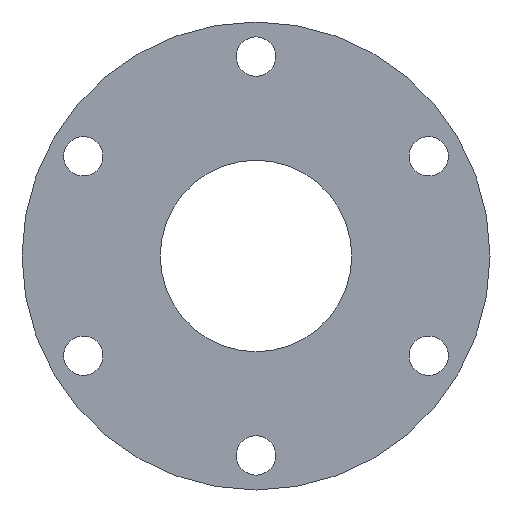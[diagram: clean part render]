
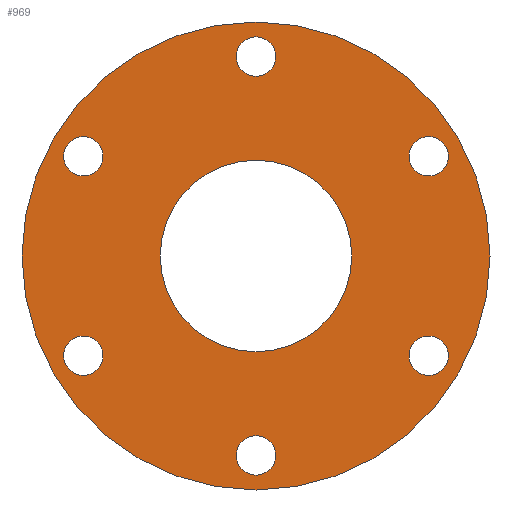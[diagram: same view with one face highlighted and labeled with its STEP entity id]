
A CAD part, front view. The second image highlights one B-rep face of the part: STEP entity #969.
In plain terms, the highlighted planar face has unit normal (0, -1, 0).
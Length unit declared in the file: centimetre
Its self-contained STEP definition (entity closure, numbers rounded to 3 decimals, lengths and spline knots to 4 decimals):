
#81=CARTESIAN_POINT('',(-18.,-15.5,0.0));
#82=VERTEX_POINT('',#81);
#91=CARTESIAN_POINT('',(18.,-15.5,0.));
#92=VERTEX_POINT('',#91);
#93=CARTESIAN_POINT('',(0.,-15.5,0.0));
#94=DIRECTION('',(0.0,1.0,0.0));
#95=DIRECTION('',(-1.0,0.0,0.0));
#96=AXIS2_PLACEMENT_3D('',#93,#94,#95);
#97=CIRCLE('',#96,18.);
#98=EDGE_CURVE('',#92,#82,#97,.T.);
#207=CARTESIAN_POINT('',(-44.0,-15.5,0.0));
#208=VERTEX_POINT('',#207);
#217=CARTESIAN_POINT('',(44.,-15.5,0.));
#218=VERTEX_POINT('',#217);
#219=CARTESIAN_POINT('',(0.,-15.5,0.0));
#220=DIRECTION('',(0.0,1.0,0.0));
#221=DIRECTION('',(-1.0,0.0,0.0));
#222=AXIS2_PLACEMENT_3D('',#219,#220,#221);
#223=CIRCLE('',#222,44.);
#224=EDGE_CURVE('',#208,#218,#223,.T.);
#251=CARTESIAN_POINT('',(3.7,-15.5,37.5));
#252=VERTEX_POINT('',#251);
#268=CARTESIAN_POINT('',(-3.7,-15.5,37.5));
#269=VERTEX_POINT('',#268);
#276=CARTESIAN_POINT('',(0.,-15.5,37.5));
#277=DIRECTION('',(0.0,1.0,0.0));
#278=DIRECTION('',(1.0,0.0,0.0));
#279=AXIS2_PLACEMENT_3D('',#276,#277,#278);
#280=CIRCLE('',#279,3.7);
#281=EDGE_CURVE('',#252,#269,#280,.T.);
#293=CARTESIAN_POINT('',(-30.626,-15.5,21.9543));
#294=VERTEX_POINT('',#293);
#310=CARTESIAN_POINT('',(-34.326,-15.5,15.5457));
#311=VERTEX_POINT('',#310);
#318=CARTESIAN_POINT('',(-32.476,-15.5,18.75));
#319=DIRECTION('',(0.,1.0,0.));
#320=DIRECTION('',(0.5,0.,0.866));
#321=AXIS2_PLACEMENT_3D('',#318,#319,#320);
#322=CIRCLE('',#321,3.7);
#323=EDGE_CURVE('',#294,#311,#322,.T.);
#335=CARTESIAN_POINT('',(-34.326,-15.5,-15.5457));
#336=VERTEX_POINT('',#335);
#352=CARTESIAN_POINT('',(-30.626,-15.5,-21.9543));
#353=VERTEX_POINT('',#352);
#360=CARTESIAN_POINT('',(-32.476,-15.5,-18.75));
#361=DIRECTION('',(0.,1.,0.));
#362=DIRECTION('',(-0.5,0.,0.866));
#363=AXIS2_PLACEMENT_3D('',#360,#361,#362);
#364=CIRCLE('',#363,3.7);
#365=EDGE_CURVE('',#336,#353,#364,.T.);
#377=CARTESIAN_POINT('',(-3.7,-15.5,-37.5));
#378=VERTEX_POINT('',#377);
#394=CARTESIAN_POINT('',(3.7,-15.5,-37.5));
#395=VERTEX_POINT('',#394);
#402=CARTESIAN_POINT('',(0.,-15.5,-37.5));
#403=DIRECTION('',(0.0,1.0,0.0));
#404=DIRECTION('',(-1.0,0.0,0.0));
#405=AXIS2_PLACEMENT_3D('',#402,#403,#404);
#406=CIRCLE('',#405,3.7);
#407=EDGE_CURVE('',#378,#395,#406,.T.);
#419=CARTESIAN_POINT('',(30.626,-15.5,-21.9543));
#420=VERTEX_POINT('',#419);
#436=CARTESIAN_POINT('',(34.326,-15.5,-15.5457));
#437=VERTEX_POINT('',#436);
#444=CARTESIAN_POINT('',(32.476,-15.5,-18.75));
#445=DIRECTION('',(0.,1.0,0.));
#446=DIRECTION('',(-0.5,0.,-0.866));
#447=AXIS2_PLACEMENT_3D('',#444,#445,#446);
#448=CIRCLE('',#447,3.7);
#449=EDGE_CURVE('',#420,#437,#448,.T.);
#461=CARTESIAN_POINT('',(34.326,-15.5,15.5457));
#462=VERTEX_POINT('',#461);
#478=CARTESIAN_POINT('',(30.626,-15.5,21.9543));
#479=VERTEX_POINT('',#478);
#486=CARTESIAN_POINT('',(32.476,-15.5,18.75));
#487=DIRECTION('',(0.,1.0,0.));
#488=DIRECTION('',(0.5,0.,-0.866));
#489=AXIS2_PLACEMENT_3D('',#486,#487,#488);
#490=CIRCLE('',#489,3.7);
#491=EDGE_CURVE('',#462,#479,#490,.T.);
#638=CARTESIAN_POINT('',(32.476,-15.5,18.75));
#639=DIRECTION('',(0.,1.0,0.));
#640=DIRECTION('',(0.5,0.,-0.866));
#641=AXIS2_PLACEMENT_3D('',#638,#639,#640);
#642=CIRCLE('',#641,3.7);
#643=EDGE_CURVE('',#479,#462,#642,.T.);
#662=CARTESIAN_POINT('',(32.476,-15.5,-18.75));
#663=DIRECTION('',(0.,1.0,0.));
#664=DIRECTION('',(-0.5,0.,-0.866));
#665=AXIS2_PLACEMENT_3D('',#662,#663,#664);
#666=CIRCLE('',#665,3.7);
#667=EDGE_CURVE('',#437,#420,#666,.T.);
#686=CARTESIAN_POINT('',(0.,-15.5,-37.5));
#687=DIRECTION('',(0.0,1.0,0.0));
#688=DIRECTION('',(-1.0,0.0,0.0));
#689=AXIS2_PLACEMENT_3D('',#686,#687,#688);
#690=CIRCLE('',#689,3.7);
#691=EDGE_CURVE('',#395,#378,#690,.T.);
#710=CARTESIAN_POINT('',(-32.476,-15.5,-18.75));
#711=DIRECTION('',(0.,1.,0.));
#712=DIRECTION('',(-0.5,0.,0.866));
#713=AXIS2_PLACEMENT_3D('',#710,#711,#712);
#714=CIRCLE('',#713,3.7);
#715=EDGE_CURVE('',#353,#336,#714,.T.);
#734=CARTESIAN_POINT('',(-32.476,-15.5,18.75));
#735=DIRECTION('',(0.,1.0,0.));
#736=DIRECTION('',(0.5,0.,0.866));
#737=AXIS2_PLACEMENT_3D('',#734,#735,#736);
#738=CIRCLE('',#737,3.7);
#739=EDGE_CURVE('',#311,#294,#738,.T.);
#758=CARTESIAN_POINT('',(0.,-15.5,37.5));
#759=DIRECTION('',(0.0,1.0,0.0));
#760=DIRECTION('',(1.0,0.0,0.0));
#761=AXIS2_PLACEMENT_3D('',#758,#759,#760);
#762=CIRCLE('',#761,3.7);
#763=EDGE_CURVE('',#269,#252,#762,.T.);
#790=CARTESIAN_POINT('',(0.,-15.5,0.0));
#791=DIRECTION('',(0.0,1.0,0.0));
#792=DIRECTION('',(-1.0,0.0,0.0));
#793=AXIS2_PLACEMENT_3D('',#790,#791,#792);
#794=CIRCLE('',#793,44.);
#795=EDGE_CURVE('',#218,#208,#794,.T.);
#922=CARTESIAN_POINT('',(0.,-15.5,0.0));
#923=DIRECTION('',(0.0,1.0,0.0));
#924=DIRECTION('',(-1.0,0.0,0.0));
#925=AXIS2_PLACEMENT_3D('',#922,#923,#924);
#926=CIRCLE('',#925,18.);
#927=EDGE_CURVE('',#82,#92,#926,.T.);
#932=CARTESIAN_POINT('',(-31.0,-15.5,0.0));
#933=DIRECTION('',(0.0,-1.0,0.0));
#934=DIRECTION('',(0.0,0.0,-1.0));
#935=AXIS2_PLACEMENT_3D('',#932,#933,#934);
#936=PLANE('',#935);
#937=ORIENTED_EDGE('',*,*,#224,.F.);
#938=ORIENTED_EDGE('',*,*,#795,.F.);
#939=EDGE_LOOP('',(#937,#938));
#940=FACE_OUTER_BOUND('',#939,.T.);
#941=ORIENTED_EDGE('',*,*,#491,.T.);
#942=ORIENTED_EDGE('',*,*,#643,.T.);
#943=EDGE_LOOP('',(#941,#942));
#944=FACE_BOUND('',#943,.T.);
#945=ORIENTED_EDGE('',*,*,#449,.T.);
#946=ORIENTED_EDGE('',*,*,#667,.T.);
#947=EDGE_LOOP('',(#945,#946));
#948=FACE_BOUND('',#947,.T.);
#949=ORIENTED_EDGE('',*,*,#407,.T.);
#950=ORIENTED_EDGE('',*,*,#691,.T.);
#951=EDGE_LOOP('',(#949,#950));
#952=FACE_BOUND('',#951,.T.);
#953=ORIENTED_EDGE('',*,*,#365,.T.);
#954=ORIENTED_EDGE('',*,*,#715,.T.);
#955=EDGE_LOOP('',(#953,#954));
#956=FACE_BOUND('',#955,.T.);
#957=ORIENTED_EDGE('',*,*,#323,.T.);
#958=ORIENTED_EDGE('',*,*,#739,.T.);
#959=EDGE_LOOP('',(#957,#958));
#960=FACE_BOUND('',#959,.T.);
#961=ORIENTED_EDGE('',*,*,#281,.T.);
#962=ORIENTED_EDGE('',*,*,#763,.T.);
#963=EDGE_LOOP('',(#961,#962));
#964=FACE_BOUND('',#963,.T.);
#965=ORIENTED_EDGE('',*,*,#927,.T.);
#966=ORIENTED_EDGE('',*,*,#98,.T.);
#967=EDGE_LOOP('',(#965,#966));
#968=FACE_BOUND('',#967,.T.);
#969=ADVANCED_FACE('',(#940,#944,#948,#952,#956,#960,#964,#968),#936,.T.);
